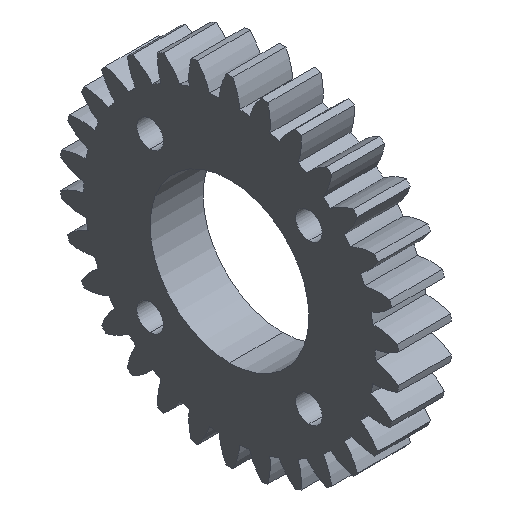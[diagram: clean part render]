
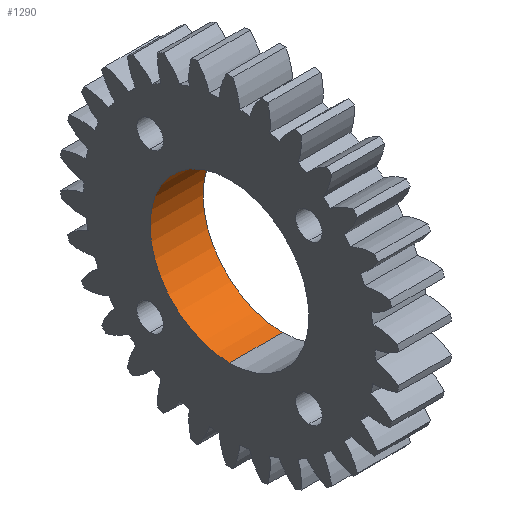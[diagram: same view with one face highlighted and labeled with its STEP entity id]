
A CAD part, isometric view. The second image highlights one B-rep face of the part: STEP entity #1290.
In plain terms, the highlighted cylindrical face has radius 15 mm (diameter 30 mm), a partial arc.
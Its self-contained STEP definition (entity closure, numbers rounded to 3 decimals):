
#134 = CARTESIAN_POINT ( 'NONE',  ( -12.31, 3.034, -13.204 ) ) ;
#170 = CARTESIAN_POINT ( 'NONE',  ( -12.31, 3.034, 1.796 ) ) ;
#175 = ORIENTED_EDGE ( 'NONE', *, *, #3483, .T. ) ;
#230 = DIRECTION ( 'NONE',  ( 1., 0., 0. ) ) ;
#254 = ORIENTED_EDGE ( 'NONE', *, *, #299, .T. ) ;
#299 = EDGE_CURVE ( 'NONE', #2268, #3706, #4286, .T. ) ;
#338 = CARTESIAN_POINT ( 'NONE',  ( -12.31, 3.034, 16.796 ) ) ;
#404 = VECTOR ( 'NONE', #230, 1000. ) ;
#472 = DIRECTION ( 'NONE',  ( 1., 0., 0. ) ) ;
#620 = EDGE_CURVE ( 'NONE', #4007, #3706, #1753, .T. ) ;
#959 = VECTOR ( 'NONE', #1955, 1000. ) ;
#1216 = CARTESIAN_POINT ( 'NONE',  ( -12.31, 3.034, 16.796 ) ) ;
#1290 = ADVANCED_FACE ( 'NONE', ( #3081 ), #3253, .F. ) ;
#1396 = CARTESIAN_POINT ( 'NONE',  ( -12.31, 3.034, -13.204 ) ) ;
#1408 = ORIENTED_EDGE ( 'NONE', *, *, #4259, .F. ) ;
#1609 = LINE ( 'NONE', #1396, #404 ) ;
#1753 = LINE ( 'NONE', #1216, #959 ) ;
#1814 = CARTESIAN_POINT ( 'NONE',  ( -12.31, 3.034, 1.796 ) ) ;
#1904 = AXIS2_PLACEMENT_3D ( 'NONE', #1814, #2493, #3286 ) ;
#1937 = CARTESIAN_POINT ( 'NONE',  ( -2.31, 3.034, 16.796 ) ) ;
#1955 = DIRECTION ( 'NONE',  ( 1., 0., 0. ) ) ;
#2268 = VERTEX_POINT ( 'NONE', #3311 ) ;
#2462 = DIRECTION ( 'NONE',  ( 0., 0., 1. ) ) ;
#2467 = EDGE_LOOP ( 'NONE', ( #3618, #1408, #175, #254 ) ) ;
#2493 = DIRECTION ( 'NONE',  ( 1., 0., 0. ) ) ;
#2761 = CARTESIAN_POINT ( 'NONE',  ( -2.31, 3.034, 1.796 ) ) ;
#3081 = FACE_OUTER_BOUND ( 'NONE', #2467, .T. ) ;
#3217 = DIRECTION ( 'NONE',  ( 0., 0., 1. ) ) ;
#3253 = CYLINDRICAL_SURFACE ( 'NONE', #1904, 15. ) ;
#3286 = DIRECTION ( 'NONE',  ( 0., 0., -1. ) ) ;
#3311 = CARTESIAN_POINT ( 'NONE',  ( -2.31, 3.034, -13.204 ) ) ;
#3413 = CIRCLE ( 'NONE', #3561, 15. ) ;
#3483 = EDGE_CURVE ( 'NONE', #4229, #2268, #1609, .T. ) ;
#3561 = AXIS2_PLACEMENT_3D ( 'NONE', #170, #472, #2462 ) ;
#3618 = ORIENTED_EDGE ( 'NONE', *, *, #620, .F. ) ;
#3706 = VERTEX_POINT ( 'NONE', #1937 ) ;
#4007 = VERTEX_POINT ( 'NONE', #338 ) ;
#4083 = AXIS2_PLACEMENT_3D ( 'NONE', #2761, #4270, #3217 ) ;
#4229 = VERTEX_POINT ( 'NONE', #134 ) ;
#4259 = EDGE_CURVE ( 'NONE', #4229, #4007, #3413, .T. ) ;
#4270 = DIRECTION ( 'NONE',  ( 1., 0., 0. ) ) ;
#4286 = CIRCLE ( 'NONE', #4083, 15. ) ;
